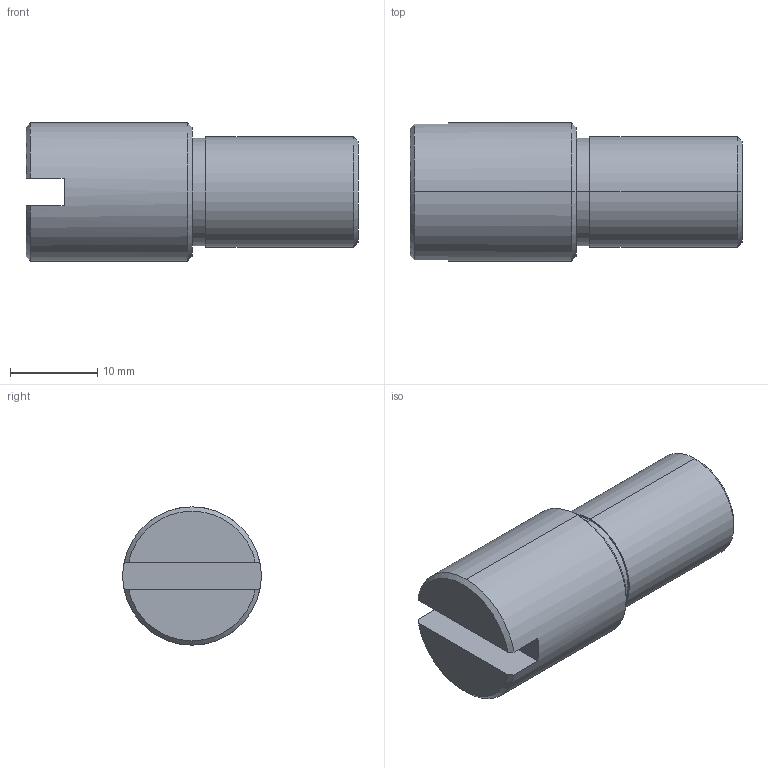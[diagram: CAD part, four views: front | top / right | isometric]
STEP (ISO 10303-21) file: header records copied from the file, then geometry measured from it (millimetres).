
FILE_DESCRIPTION (( 'STEP AP203' ), '1' );
FILE_NAME ('Pivot cam plate.STEP', '2023-09-06T10:35:37', ( '' ), ( '' ), 'SwSTEP 2.0', 'SolidWorks 2016', '' );
FILE_SCHEMA (( 'CONFIG_CONTROL_DESIGN' ));
Length unit declared in the file: millimetre
Products named in the file (1): Pivot cam plate
Bounding box: 38.1 x 15.88 x 15.88 mm (x, y, z)
Volume: 5920.7 mm3; surface area: 2213.7 mm2
Topology: 1 solids, 1 shells, 24 faces, 52 edges, 33 vertices
Faces by surface type: plane 9, cylinder 8, cone 7
Entity records: 744 total; most frequent: DIRECTION 125, CARTESIAN_POINT 122, ORIENTED_EDGE 104, AXIS2_PLACEMENT_3D 52, EDGE_CURVE 52, VERTEX_POINT 33, CIRCLE 27, EDGE_LOOP 27
